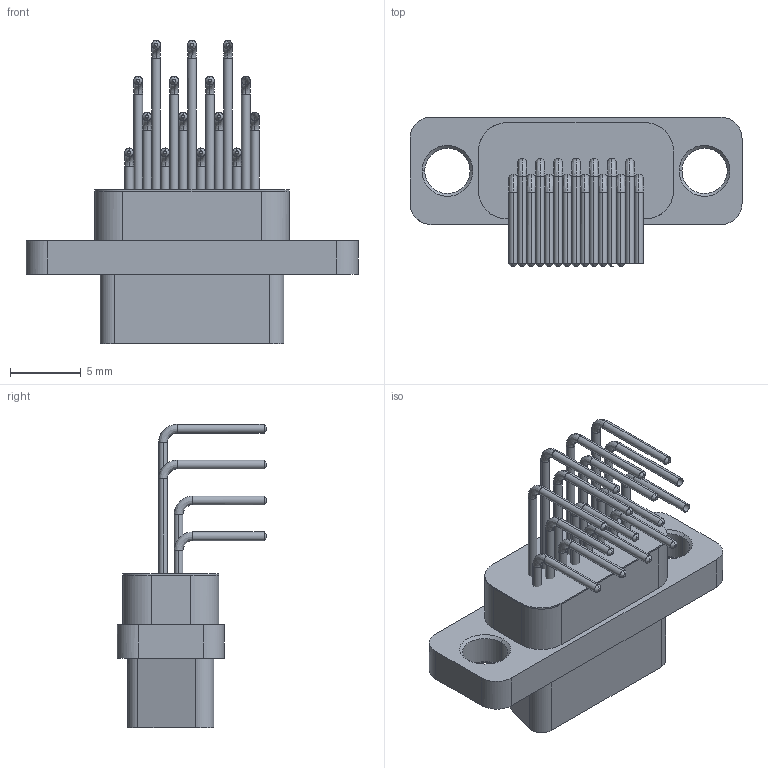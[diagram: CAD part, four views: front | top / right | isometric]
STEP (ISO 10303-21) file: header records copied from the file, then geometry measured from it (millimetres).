
FILE_DESCRIPTION (( 'STEP AP214' ), '1' );
FILE_NAME ('J30J-15_ZKW.STEP', '2023-10-13T01:25:26', ( '' ), ( '' ), 'SwSTEP 2.0', 'SolidWorks 2020', '' );
FILE_SCHEMA (( 'AUTOMOTIVE_DESIGN' ));
Length unit declared in the file: millimetre
Products named in the file (1): J30J-15_ZKW
Bounding box: 23.5 x 10.6 x 21.47 mm (x, y, z)
Surface area: 2335.2 mm2 (no closed solid volume)
Topology: 0 solids, 43 shells, 499 faces, 1208 edges, 788 vertices
Faces by surface type: cylinder 222, plane 174, cone 71, bspline 32
Entity records: 18740 total; most frequent: CARTESIAN_POINT 9698, ORIENTED_EDGE 2235, EDGE_CURVE 1190, B_SPLINE_CURVE_WITH_KNOTS 1108, DIRECTION 936, VERTEX_POINT 788, EDGE_LOOP 564, FACE_OUTER_BOUND 499
